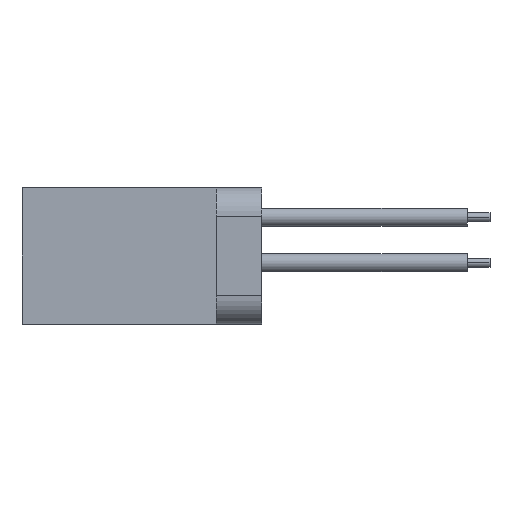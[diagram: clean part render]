
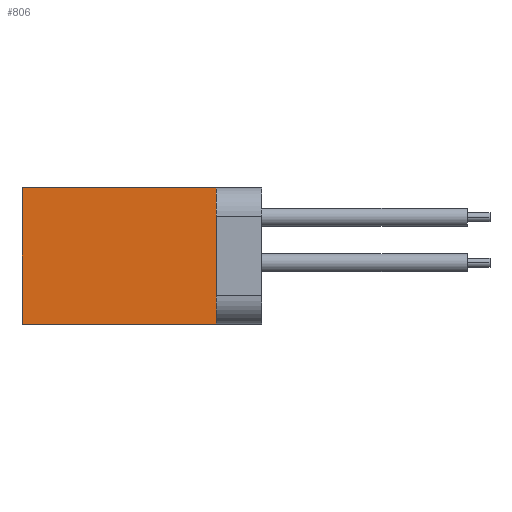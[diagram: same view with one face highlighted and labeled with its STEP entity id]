
A CAD part, left-side view. The second image highlights one B-rep face of the part: STEP entity #806.
In plain terms, the highlighted planar face has unit normal (-1, 0, 0).
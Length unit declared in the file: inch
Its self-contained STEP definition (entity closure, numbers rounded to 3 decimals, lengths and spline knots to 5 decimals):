
#127 = LINE ( 'NONE', #683, #659 ) ;
#142 = VERTEX_POINT ( 'NONE', #2095 ) ;
#152 = ORIENTED_EDGE ( 'NONE', *, *, #1252, .F. ) ;
#202 = ORIENTED_EDGE ( 'NONE', *, *, #2634, .F. ) ;
#321 = DIRECTION ( 'NONE',  ( 0., -1., 0. ) ) ;
#403 = AXIS2_PLACEMENT_3D ( 'NONE', #1650, #691, #956 ) ;
#416 = DIRECTION ( 'NONE',  ( 0., -1., 0. ) ) ;
#451 = DIRECTION ( 'NONE',  ( 0., 0., -1. ) ) ;
#659 = VECTOR ( 'NONE', #416, 39.37008 ) ;
#668 = ORIENTED_EDGE ( 'NONE', *, *, #797, .T. ) ;
#683 = CARTESIAN_POINT ( 'NONE',  ( -0.3125, 0.1, -0.15 ) ) ;
#691 = DIRECTION ( 'NONE',  ( 1., 0., 0. ) ) ;
#750 = CARTESIAN_POINT ( 'NONE',  ( -0.3125, 0.1, 0.15 ) ) ;
#797 = EDGE_CURVE ( 'NONE', #2309, #142, #127, .T. ) ;
#806 = ADVANCED_FACE ( 'NONE', ( #2551 ), #3163, .F. ) ;
#856 = VERTEX_POINT ( 'NONE', #1180 ) ;
#882 = ORIENTED_EDGE ( 'NONE', *, *, #1134, .T. ) ;
#956 = DIRECTION ( 'NONE',  ( 0., 1., 0. ) ) ;
#969 = LINE ( 'NONE', #2070, #2112 ) ;
#996 = DIRECTION ( 'NONE',  ( 0., 0., -1. ) ) ;
#1134 = EDGE_CURVE ( 'NONE', #2863, #2309, #3142, .T. ) ;
#1153 = CARTESIAN_POINT ( 'NONE',  ( -0.3125, 0.525, 0.15 ) ) ;
#1173 = CARTESIAN_POINT ( 'NONE',  ( -0.3125, 0.525, 0.15 ) ) ;
#1180 = CARTESIAN_POINT ( 'NONE',  ( -0.3125, 0.1, 0.15 ) ) ;
#1190 = EDGE_LOOP ( 'NONE', ( #668, #202, #152, #882 ) ) ;
#1252 = EDGE_CURVE ( 'NONE', #2863, #856, #969, .T. ) ;
#1650 = CARTESIAN_POINT ( 'NONE',  ( -0.3125, 0.1, 0.15 ) ) ;
#2070 = CARTESIAN_POINT ( 'NONE',  ( -0.3125, 0.1, 0.15 ) ) ;
#2095 = CARTESIAN_POINT ( 'NONE',  ( -0.3125, 0.1, -0.15 ) ) ;
#2112 = VECTOR ( 'NONE', #321, 39.37008 ) ;
#2309 = VERTEX_POINT ( 'NONE', #2597 ) ;
#2397 = VECTOR ( 'NONE', #996, 39.37008 ) ;
#2551 = FACE_OUTER_BOUND ( 'NONE', #1190, .T. ) ;
#2561 = LINE ( 'NONE', #750, #2397 ) ;
#2597 = CARTESIAN_POINT ( 'NONE',  ( -0.3125, 0.525, -0.15 ) ) ;
#2634 = EDGE_CURVE ( 'NONE', #856, #142, #2561, .T. ) ;
#2863 = VERTEX_POINT ( 'NONE', #1173 ) ;
#2953 = VECTOR ( 'NONE', #451, 39.37008 ) ;
#3142 = LINE ( 'NONE', #1153, #2953 ) ;
#3163 = PLANE ( 'NONE',  #403 ) ;
